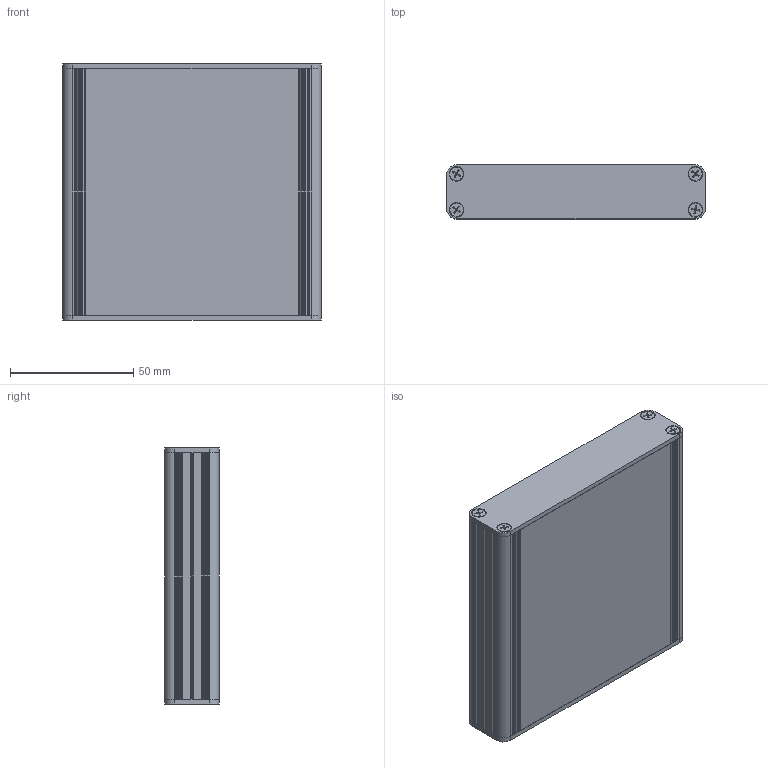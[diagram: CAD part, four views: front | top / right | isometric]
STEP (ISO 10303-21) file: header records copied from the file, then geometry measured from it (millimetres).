
FILE_DESCRIPTION((''),'2;1');
FILE_NAME('AKG_105_22_100.stp','2015-01-15T13:57:32',('Lochen'),(''),'Autodesk Inventor 2012','Autodesk Inventor 2012','');
FILE_SCHEMA(('AUTOMOTIVE_DESIGN { 1 0 10303 214 1 1 1 1 }'));
Length unit declared in the file: millimetre
Products named in the file (4): 001037108; 001037168; 001025477; DIN EN ISO 7046-1 H M3 x 10 - 4.8 - H
Assembly tree (12 placements, depth 2):
  001037108
    001037168  x2
    001025477  x2
    DIN EN ISO 7046-1 H M3 x 10 - 4.8 - H  x8
Bounding box: 105 x 22 x 104 mm (x, y, z)
Volume: 61433.1 mm3; surface area: 66364.2 mm2
Topology: 12 solids, 12 shells, 556 faces, 1540 edges, 1008 vertices
Faces by surface type: plane 212, cylinder 200, cone 104, torus 40
Full cylindrical faces by diameter (mm): 2.693 x8, 3 x8, 3.4 x8, 5.5 x8
Entity records: 6376 total; most frequent: CARTESIAN_POINT 1198, DIRECTION 1110, ORIENTED_EDGE 1036, EDGE_CURVE 518, AXIS2_PLACEMENT_3D 408, VERTEX_POINT 352, VECTOR 294, LINE 294
